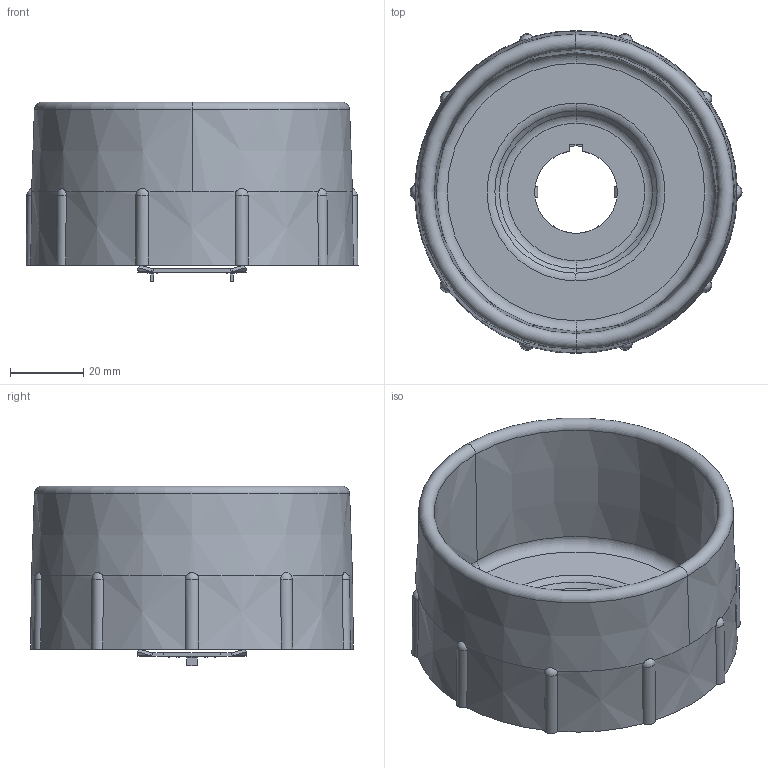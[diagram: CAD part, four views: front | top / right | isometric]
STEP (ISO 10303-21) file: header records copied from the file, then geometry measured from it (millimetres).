
FILE_DESCRIPTION((''),'2;1');
FILE_NAME('40359-453_ASM','2010-03-11T',('lxfan'),('Rockwell Automation'),'PRO/ENGINEER BY PARAMETRIC TECHNOLOGY CORPORATION, 2005110','PRO/ENGINEER BY PARAMETRIC TECHNOLOGY CORPORATION, 2005110','');
FILE_SCHEMA(('CONFIG_CONTROL_DESIGN'));
Length unit declared in the file: millimetre
Products named in the file (4): 40359-163; 40371-065-GASKET; 40371-119; 40359-453_ASM
Assembly tree (3 placements, depth 2):
  40359-453_ASM
    40359-163
    40371-065-GASKET
    40371-119
Bounding box: 90.5 x 88 x 48.96 mm (x, y, z)
Volume: 47460.8 mm3; surface area: 54388.4 mm2
Topology: 3 solids, 3 shells, 208 faces, 492 edges, 294 vertices
Faces by surface type: plane 101, cylinder 45, cone 24, torus 16, bspline 12, sphere 10
Entity records: 6595 total; most frequent: CARTESIAN_POINT 1818, ORIENTED_EDGE 984, DIRECTION 944, EDGE_CURVE 492, AXIS2_PLACEMENT_3D 333, VERTEX_POINT 294, VECTOR 278, LINE 278
